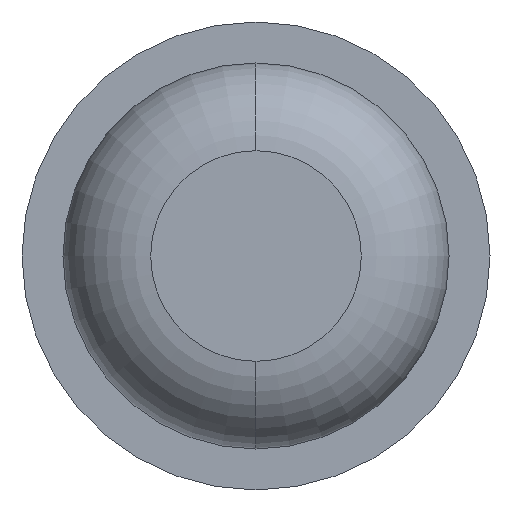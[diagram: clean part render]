
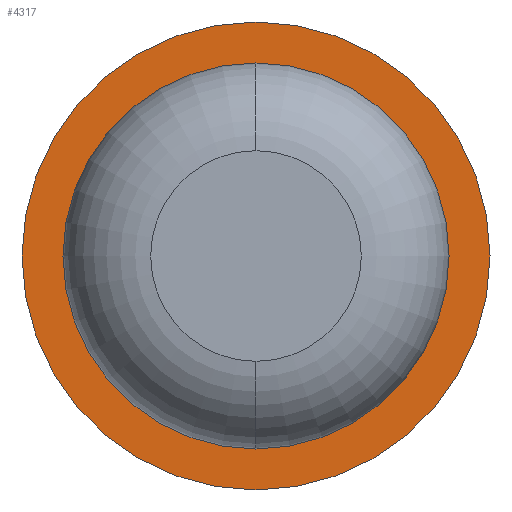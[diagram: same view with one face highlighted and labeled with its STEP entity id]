
A CAD part, front view. The second image highlights one B-rep face of the part: STEP entity #4317.
In plain terms, the highlighted planar face has unit normal (0, -1, 0).
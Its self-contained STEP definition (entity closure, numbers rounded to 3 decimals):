
#125 = CARTESIAN_POINT ( 'NONE',  ( 0., -8., -0.825 ) ) ;
#135 = FACE_BOUND ( 'NONE', #4535, .T. ) ;
#138 = ORIENTED_EDGE ( 'NONE', *, *, #1517, .F. ) ;
#140 = DIRECTION ( 'NONE',  ( -1., 0., 0. ) ) ;
#193 = EDGE_CURVE ( 'Defeature ausgef�hrt1_6+Defeature ausgef�hrt1_5+Defeature ausgef�hrt1_5+Defeature ausgef�hrt1_5', #1871, #3224, #4097, .T. ) ;
#388 = FACE_OUTER_BOUND ( 'NONE', #1382, .T. ) ;
#452 = ORIENTED_EDGE ( 'NONE', *, *, #1163, .T. ) ;
#494 = DIRECTION ( 'NONE',  ( 0., 1., 0. ) ) ;
#511 = AXIS2_PLACEMENT_3D ( 'NONE', #3990, #494, #1659 ) ;
#656 = PLANE ( 'NONE',  #4901 ) ;
#1013 = CARTESIAN_POINT ( 'NONE',  ( 0., -8., 0. ) ) ;
#1025 = CIRCLE ( 'NONE', #3481, 0.825 ) ;
#1096 = DIRECTION ( 'NONE',  ( 0., 1., 0. ) ) ;
#1163 = EDGE_CURVE ( 'Defeature ausgef�hrt1_5+Defeature ausgef�hrt1_0+Defeature ausgef�hrt1_0+Defeature ausgef�hrt1_0', #2516, #2860, #1025, .T. ) ;
#1382 = EDGE_LOOP ( 'NONE', ( #138, #4285 ) ) ;
#1481 = AXIS2_PLACEMENT_3D ( 'NONE', #1013, #2149, #2541 ) ;
#1517 = EDGE_CURVE ( 'Defeature ausgef�hrt1_6+Defeature ausgef�hrt1_5+Defeature ausgef�hrt1_5+Defeature ausgef�hrt1_5', #3224, #1871, #3066, .T. ) ;
#1659 = DIRECTION ( 'NONE',  ( -1., 0., 0. ) ) ;
#1871 = VERTEX_POINT ( 'NONE', #2998 ) ;
#1928 = CARTESIAN_POINT ( 'NONE',  ( 0., -8., 0. ) ) ;
#2041 = DIRECTION ( 'NONE',  ( 0., 1., 0. ) ) ;
#2149 = DIRECTION ( 'NONE',  ( 0., 1., 0. ) ) ;
#2160 = DIRECTION ( 'NONE',  ( -1., 0., 0. ) ) ;
#2431 = CIRCLE ( 'NONE', #1481, 0.825 ) ;
#2436 = CARTESIAN_POINT ( 'NONE',  ( 0., -8., 0. ) ) ;
#2496 = ORIENTED_EDGE ( 'NONE', *, *, #3869, .T. ) ;
#2516 = VERTEX_POINT ( 'NONE', #125 ) ;
#2522 = AXIS2_PLACEMENT_3D ( 'NONE', #1928, #1096, #3461 ) ;
#2541 = DIRECTION ( 'NONE',  ( -1., 0., 0. ) ) ;
#2587 = CARTESIAN_POINT ( 'NONE',  ( 0.825, -8., 0. ) ) ;
#2860 = VERTEX_POINT ( 'NONE', #2963 ) ;
#2963 = CARTESIAN_POINT ( 'NONE',  ( 0., -8., 0.825 ) ) ;
#2998 = CARTESIAN_POINT ( 'NONE',  ( 1., -8., 0. ) ) ;
#3066 = CIRCLE ( 'NONE', #511, 1. ) ;
#3224 = VERTEX_POINT ( 'NONE', #4913 ) ;
#3461 = DIRECTION ( 'NONE',  ( -1., 0., 0. ) ) ;
#3481 = AXIS2_PLACEMENT_3D ( 'NONE', #2436, #2041, #140 ) ;
#3869 = EDGE_CURVE ( 'Defeature ausgef�hrt1_5+Defeature ausgef�hrt1_0+Defeature ausgef�hrt1_0+Defeature ausgef�hrt1_0', #2860, #2516, #2431, .T. ) ;
#3990 = CARTESIAN_POINT ( 'NONE',  ( 0., -8., 0. ) ) ;
#4097 = CIRCLE ( 'NONE', #2522, 1. ) ;
#4150 = DIRECTION ( 'NONE',  ( 0., 1., 0. ) ) ;
#4285 = ORIENTED_EDGE ( 'NONE', *, *, #193, .F. ) ;
#4317 = ADVANCED_FACE ( 'Defeature ausgef�hrt1_5', ( #388, #135 ), #656, .F. ) ;
#4535 = EDGE_LOOP ( 'NONE', ( #2496, #452 ) ) ;
#4901 = AXIS2_PLACEMENT_3D ( 'NONE', #2587, #4150, #2160 ) ;
#4913 = CARTESIAN_POINT ( 'NONE',  ( -1., -8., 0. ) ) ;
